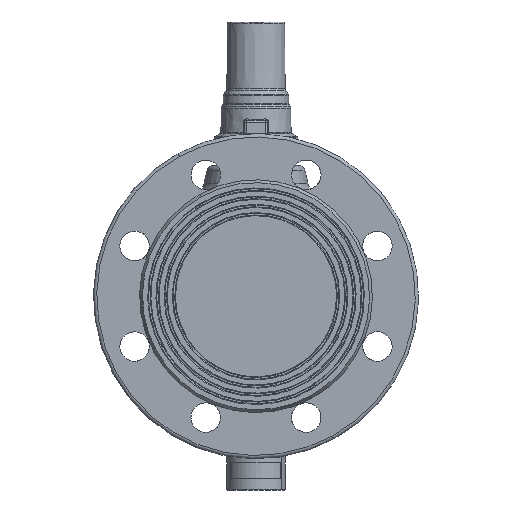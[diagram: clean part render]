
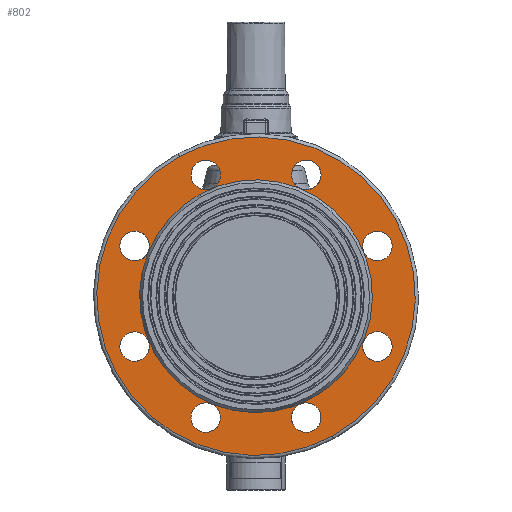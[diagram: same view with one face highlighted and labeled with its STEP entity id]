
A CAD part, left-side view. The second image highlights one B-rep face of the part: STEP entity #802.
In plain terms, the highlighted planar face has unit normal (-1, 0, 0).
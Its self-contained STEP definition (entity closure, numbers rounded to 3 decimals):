
#597=CARTESIAN_POINT('Vertex',(-92.,33.985,62.209)) ;
#600=CARTESIAN_POINT('Axis2P3D Location',(-92.,0.,0.)) ;
#604=CARTESIAN_POINT('Vertex',(-92.,-33.985,-62.209)) ;
#619=CARTESIAN_POINT('Axis2P3D Location',(-92.,0.,0.)) ;
#631=CARTESIAN_POINT('Axis2P3D Location',(-92.,0.,70.887)) ;
#636=CARTESIAN_POINT('Axis2P3D Location',(-92.,0.,0.)) ;
#640=CARTESIAN_POINT('Vertex',(-92.,46.504,85.126)) ;
#642=CARTESIAN_POINT('Vertex',(-92.,-46.504,-85.126)) ;
#645=CARTESIAN_POINT('Axis2P3D Location',(-92.,0.,0.)) ;
#658=CARTESIAN_POINT('Axis2P3D Location',(-92.,30.615,-73.91)) ;
#662=CARTESIAN_POINT('Vertex',(-92.,39.615,-73.91)) ;
#664=CARTESIAN_POINT('Vertex',(-92.,21.615,-73.91)) ;
#667=CARTESIAN_POINT('Axis2P3D Location',(-92.,30.615,-73.91)) ;
#676=CARTESIAN_POINT('Axis2P3D Location',(-92.,73.91,-30.615)) ;
#680=CARTESIAN_POINT('Vertex',(-92.,80.274,-24.251)) ;
#682=CARTESIAN_POINT('Vertex',(-92.,67.546,-36.979)) ;
#685=CARTESIAN_POINT('Axis2P3D Location',(-92.,73.91,-30.615)) ;
#694=CARTESIAN_POINT('Axis2P3D Location',(-92.,73.91,30.615)) ;
#698=CARTESIAN_POINT('Vertex',(-92.,73.91,39.615)) ;
#700=CARTESIAN_POINT('Vertex',(-92.,73.91,21.615)) ;
#703=CARTESIAN_POINT('Axis2P3D Location',(-92.,73.91,30.615)) ;
#712=CARTESIAN_POINT('Axis2P3D Location',(-92.,30.615,73.91)) ;
#716=CARTESIAN_POINT('Vertex',(-92.,24.251,80.274)) ;
#718=CARTESIAN_POINT('Vertex',(-92.,36.979,67.546)) ;
#721=CARTESIAN_POINT('Axis2P3D Location',(-92.,30.615,73.91)) ;
#730=CARTESIAN_POINT('Axis2P3D Location',(-92.,-30.615,73.91)) ;
#734=CARTESIAN_POINT('Vertex',(-92.,-39.615,73.91)) ;
#736=CARTESIAN_POINT('Vertex',(-92.,-21.615,73.91)) ;
#739=CARTESIAN_POINT('Axis2P3D Location',(-92.,-30.615,73.91)) ;
#748=CARTESIAN_POINT('Axis2P3D Location',(-92.,-73.91,30.615)) ;
#752=CARTESIAN_POINT('Vertex',(-92.,-80.274,24.251)) ;
#754=CARTESIAN_POINT('Vertex',(-92.,-67.546,36.979)) ;
#757=CARTESIAN_POINT('Axis2P3D Location',(-92.,-73.91,30.615)) ;
#766=CARTESIAN_POINT('Axis2P3D Location',(-92.,-73.91,-30.615)) ;
#770=CARTESIAN_POINT('Vertex',(-92.,-73.91,-39.615)) ;
#772=CARTESIAN_POINT('Vertex',(-92.,-73.91,-21.615)) ;
#775=CARTESIAN_POINT('Axis2P3D Location',(-92.,-73.91,-30.615)) ;
#784=CARTESIAN_POINT('Axis2P3D Location',(-92.,-30.615,-73.91)) ;
#788=CARTESIAN_POINT('Vertex',(-92.,-24.251,-80.274)) ;
#790=CARTESIAN_POINT('Vertex',(-92.,-36.979,-67.546)) ;
#793=CARTESIAN_POINT('Axis2P3D Location',(-92.,-30.615,-73.91)) ;
#601=DIRECTION('Axis2P3D Direction',(1.,-0.,0.)) ;
#620=DIRECTION('Axis2P3D Direction',(1.,-0.,0.)) ;
#632=DIRECTION('Axis2P3D Direction',(-1.,0.,0.)) ;
#633=DIRECTION('Axis2P3D XDirection',(0.,1.,0.)) ;
#637=DIRECTION('Axis2P3D Direction',(-1.,0.,0.)) ;
#646=DIRECTION('Axis2P3D Direction',(-1.,0.,0.)) ;
#659=DIRECTION('Axis2P3D Direction',(-1.,0.,0.)) ;
#668=DIRECTION('Axis2P3D Direction',(-1.,0.,0.)) ;
#677=DIRECTION('Axis2P3D Direction',(-1.,0.,0.)) ;
#686=DIRECTION('Axis2P3D Direction',(-1.,0.,0.)) ;
#695=DIRECTION('Axis2P3D Direction',(-1.,0.,0.)) ;
#704=DIRECTION('Axis2P3D Direction',(-1.,0.,0.)) ;
#713=DIRECTION('Axis2P3D Direction',(-1.,0.,0.)) ;
#722=DIRECTION('Axis2P3D Direction',(-1.,0.,0.)) ;
#731=DIRECTION('Axis2P3D Direction',(-1.,0.,0.)) ;
#740=DIRECTION('Axis2P3D Direction',(-1.,0.,0.)) ;
#749=DIRECTION('Axis2P3D Direction',(-1.,0.,0.)) ;
#758=DIRECTION('Axis2P3D Direction',(-1.,0.,0.)) ;
#767=DIRECTION('Axis2P3D Direction',(-1.,0.,0.)) ;
#776=DIRECTION('Axis2P3D Direction',(-1.,0.,0.)) ;
#785=DIRECTION('Axis2P3D Direction',(-1.,0.,0.)) ;
#794=DIRECTION('Axis2P3D Direction',(-1.,0.,0.)) ;
#602=AXIS2_PLACEMENT_3D('Circle Axis2P3D',#600,#601,$) ;
#621=AXIS2_PLACEMENT_3D('Circle Axis2P3D',#619,#620,$) ;
#634=AXIS2_PLACEMENT_3D('Plane Axis2P3D',#631,#632,#633) ;
#638=AXIS2_PLACEMENT_3D('Circle Axis2P3D',#636,#637,$) ;
#647=AXIS2_PLACEMENT_3D('Circle Axis2P3D',#645,#646,$) ;
#660=AXIS2_PLACEMENT_3D('Circle Axis2P3D',#658,#659,$) ;
#669=AXIS2_PLACEMENT_3D('Circle Axis2P3D',#667,#668,$) ;
#678=AXIS2_PLACEMENT_3D('Circle Axis2P3D',#676,#677,$) ;
#687=AXIS2_PLACEMENT_3D('Circle Axis2P3D',#685,#686,$) ;
#696=AXIS2_PLACEMENT_3D('Circle Axis2P3D',#694,#695,$) ;
#705=AXIS2_PLACEMENT_3D('Circle Axis2P3D',#703,#704,$) ;
#714=AXIS2_PLACEMENT_3D('Circle Axis2P3D',#712,#713,$) ;
#723=AXIS2_PLACEMENT_3D('Circle Axis2P3D',#721,#722,$) ;
#732=AXIS2_PLACEMENT_3D('Circle Axis2P3D',#730,#731,$) ;
#741=AXIS2_PLACEMENT_3D('Circle Axis2P3D',#739,#740,$) ;
#750=AXIS2_PLACEMENT_3D('Circle Axis2P3D',#748,#749,$) ;
#759=AXIS2_PLACEMENT_3D('Circle Axis2P3D',#757,#758,$) ;
#768=AXIS2_PLACEMENT_3D('Circle Axis2P3D',#766,#767,$) ;
#777=AXIS2_PLACEMENT_3D('Circle Axis2P3D',#775,#776,$) ;
#786=AXIS2_PLACEMENT_3D('Circle Axis2P3D',#784,#785,$) ;
#795=AXIS2_PLACEMENT_3D('Circle Axis2P3D',#793,#794,$) ;
#603=CIRCLE('generated circle',#602,70.887) ;
#622=CIRCLE('generated circle',#621,70.887) ;
#639=CIRCLE('generated circle',#638,97.) ;
#648=CIRCLE('generated circle',#647,97.) ;
#661=CIRCLE('generated circle',#660,9.) ;
#670=CIRCLE('generated circle',#669,9.) ;
#679=CIRCLE('generated circle',#678,9.) ;
#688=CIRCLE('generated circle',#687,9.) ;
#697=CIRCLE('generated circle',#696,9.) ;
#706=CIRCLE('generated circle',#705,9.) ;
#715=CIRCLE('generated circle',#714,9.) ;
#724=CIRCLE('generated circle',#723,9.) ;
#733=CIRCLE('generated circle',#732,9.) ;
#742=CIRCLE('generated circle',#741,9.) ;
#751=CIRCLE('generated circle',#750,9.) ;
#760=CIRCLE('generated circle',#759,9.) ;
#769=CIRCLE('generated circle',#768,9.) ;
#778=CIRCLE('generated circle',#777,9.) ;
#787=CIRCLE('generated circle',#786,9.) ;
#796=CIRCLE('generated circle',#795,9.) ;
#635=PLANE('',#634) ;
#657=FACE_BOUND('',#654,.T.) ;
#675=FACE_BOUND('',#672,.T.) ;
#693=FACE_BOUND('',#690,.T.) ;
#711=FACE_BOUND('',#708,.T.) ;
#729=FACE_BOUND('',#726,.T.) ;
#747=FACE_BOUND('',#744,.T.) ;
#765=FACE_BOUND('',#762,.T.) ;
#783=FACE_BOUND('',#780,.T.) ;
#801=FACE_BOUND('',#798,.T.) ;
#606=EDGE_CURVE('',#598,#605,#603,.F.) ;
#623=EDGE_CURVE('',#605,#598,#622,.F.) ;
#644=EDGE_CURVE('',#641,#643,#639,.T.) ;
#649=EDGE_CURVE('',#643,#641,#648,.T.) ;
#666=EDGE_CURVE('',#663,#665,#661,.F.) ;
#671=EDGE_CURVE('',#665,#663,#670,.F.) ;
#684=EDGE_CURVE('',#681,#683,#679,.F.) ;
#689=EDGE_CURVE('',#683,#681,#688,.F.) ;
#702=EDGE_CURVE('',#699,#701,#697,.F.) ;
#707=EDGE_CURVE('',#701,#699,#706,.F.) ;
#720=EDGE_CURVE('',#717,#719,#715,.F.) ;
#725=EDGE_CURVE('',#719,#717,#724,.F.) ;
#738=EDGE_CURVE('',#735,#737,#733,.F.) ;
#743=EDGE_CURVE('',#737,#735,#742,.F.) ;
#756=EDGE_CURVE('',#753,#755,#751,.F.) ;
#761=EDGE_CURVE('',#755,#753,#760,.F.) ;
#774=EDGE_CURVE('',#771,#773,#769,.F.) ;
#779=EDGE_CURVE('',#773,#771,#778,.F.) ;
#792=EDGE_CURVE('',#789,#791,#787,.F.) ;
#797=EDGE_CURVE('',#791,#789,#796,.F.) ;
#651=ORIENTED_EDGE('',*,*,#644,.T.) ;
#652=ORIENTED_EDGE('',*,*,#649,.T.) ;
#655=ORIENTED_EDGE('',*,*,#606,.F.) ;
#656=ORIENTED_EDGE('',*,*,#623,.F.) ;
#673=ORIENTED_EDGE('',*,*,#666,.T.) ;
#674=ORIENTED_EDGE('',*,*,#671,.T.) ;
#691=ORIENTED_EDGE('',*,*,#684,.T.) ;
#692=ORIENTED_EDGE('',*,*,#689,.T.) ;
#709=ORIENTED_EDGE('',*,*,#702,.T.) ;
#710=ORIENTED_EDGE('',*,*,#707,.T.) ;
#727=ORIENTED_EDGE('',*,*,#720,.T.) ;
#728=ORIENTED_EDGE('',*,*,#725,.T.) ;
#745=ORIENTED_EDGE('',*,*,#738,.T.) ;
#746=ORIENTED_EDGE('',*,*,#743,.T.) ;
#763=ORIENTED_EDGE('',*,*,#756,.T.) ;
#764=ORIENTED_EDGE('',*,*,#761,.T.) ;
#781=ORIENTED_EDGE('',*,*,#774,.T.) ;
#782=ORIENTED_EDGE('',*,*,#779,.T.) ;
#799=ORIENTED_EDGE('',*,*,#792,.T.) ;
#800=ORIENTED_EDGE('',*,*,#797,.T.) ;
#650=EDGE_LOOP('',(#651,#652)) ;
#654=EDGE_LOOP('',(#655,#656)) ;
#672=EDGE_LOOP('',(#673,#674)) ;
#690=EDGE_LOOP('',(#691,#692)) ;
#708=EDGE_LOOP('',(#709,#710)) ;
#726=EDGE_LOOP('',(#727,#728)) ;
#744=EDGE_LOOP('',(#745,#746)) ;
#762=EDGE_LOOP('',(#763,#764)) ;
#780=EDGE_LOOP('',(#781,#782)) ;
#798=EDGE_LOOP('',(#799,#800)) ;
#598=VERTEX_POINT('',#597) ;
#605=VERTEX_POINT('',#604) ;
#641=VERTEX_POINT('',#640) ;
#643=VERTEX_POINT('',#642) ;
#663=VERTEX_POINT('',#662) ;
#665=VERTEX_POINT('',#664) ;
#681=VERTEX_POINT('',#680) ;
#683=VERTEX_POINT('',#682) ;
#699=VERTEX_POINT('',#698) ;
#701=VERTEX_POINT('',#700) ;
#717=VERTEX_POINT('',#716) ;
#719=VERTEX_POINT('',#718) ;
#735=VERTEX_POINT('',#734) ;
#737=VERTEX_POINT('',#736) ;
#753=VERTEX_POINT('',#752) ;
#755=VERTEX_POINT('',#754) ;
#771=VERTEX_POINT('',#770) ;
#773=VERTEX_POINT('',#772) ;
#789=VERTEX_POINT('',#788) ;
#791=VERTEX_POINT('',#790) ;
#802=ADVANCED_FACE('PartBody',(#653,#657,#675,#693,#711,#729,#747,#765,#783,#801),#635,.T.) ;
#653=FACE_OUTER_BOUND('',#650,.T.) ;
